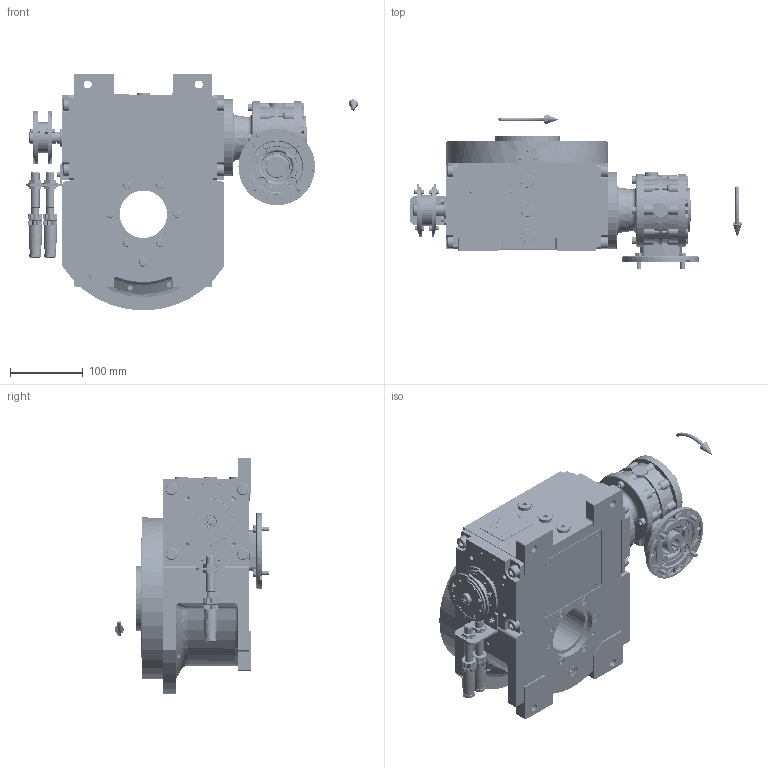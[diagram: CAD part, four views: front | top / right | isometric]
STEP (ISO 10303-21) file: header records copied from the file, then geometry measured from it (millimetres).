
FILE_DESCRIPTION (( 'STEP AP203' ), '1' );
FILE_NAME ('PC5201936.step', '2026-03-16T08:53:33', ( '' ), ( '' ), 'SwSTEP 2.0', 'SolidWorks 2020', '' );
FILE_SCHEMA (( 'CONFIG_CONTROL_DESIGN' ));
Length unit declared in the file: millimetre
Products named in the file (90): cfn2155_01_200; cfn2000_01_103; rig06_003_6_s_003; cfn2151_01_290; freccia_angolare; AS_900_38_10_028; cfn2002_01_008; PC5201936; rig06_004; rig06_021; cfn2000_01_124; 900_38_30_003; AS_cfn2400_04_024; cfn2400_04_024; cfn2155_01_303; cfn2128_04_004; cfn2151_01_170; rig06_016; cfn2003_01_054; AS_rig06_002_bl_022; 900_38_10_028; RIG06_005_ASM^rig06_071_06_m_n_02_asm_AS_rig06_071_6_m_n_02; rig06_017_s_007; cfn2107_01_001; cfn2205_01_013; CFN2356_03_047^rig06_071_06_m_n_02_asm_AS_rig06_071_6_m_n_02; rig06_005_n_01; cfn2276_01_074; CFN2223_01-570X6-B^rig06_071_06_m_n_02_asm_AS_rig06_071_6_m_n_02; CFN2203_02_001^rig06_071_06_m_n_02_asm_AS_rig06_071_6_m_n_02; cfn2104_01_016; cfn2070_05_005; RMI40_F1_DX_71B14; cfn2151_01_109; AS_900_38_30_003; cfn2055_01_002; CFN2010_01_012^rig06_071_06_m_n_02_asm_AS_rig06_071_6_m_n_02; CFN2104_02_017^RIG06_005_ASM_rig06_071_06_m_n_02_asm_AS_rig06_071_6_m_n_02; cfn2000_01_184; AS_900_00_00_005 ...
Assembly tree (88 placements, depth 5):
  cfn2151_01_290
  PC5201936
    rig06_001_a_s_003
    AS_cfn2476_01_002_60x46
      cfn2476_01_002_60x46
      cfn2107_01_001
      cfn2107_01_001
    AS_rig06_071_6_m_n_02
      rig06_071_06_m_n_02_asm^AS_rig06_071_6_m_n_02
        RIG06_005_ASM^rig06_071_06_m_n_02_asm_AS_rig06_071_6_m_n_02
          CFN2000_01_185^RIG06_005_ASM_rig06_071_06_m_n_02_asm_AS_rig06_071_6_m_n_02
          CFN2000_01_185^RIG06_005_ASM_rig06_071_06_m_n_02_asm_AS_rig06_071_6_m_n_02
          CFN2104_02_017^RIG06_005_ASM_rig06_071_06_m_n_02_asm_AS_rig06_071_6_m_n_02
          rig06_021
        CFN2010_02_002^rig06_071_06_m_n_02_asm_AS_rig06_071_6_m_n_02
      rig06_005_n_01
      rig06_003_6_s_003
      cfn2000_01_124  x6
      cfn2000_01_124
      cfn2104_01_016  x2
      cfn2000_01_124
      cfn2000_01_124
      cfn2000_01_124
      cfn2155_01_303
    AS_rig06_17_s_007
      rig06_017_s_007
      cfn2155_01_200
      cfn2002_01_008
      cfn2002_01_008
      cfn2002_01_008
      cfn2002_01_008
      cfn2002_01_008
      cfn2002_01_008
      cfn2151_01_170
    AS_rig06_004
      rig06_004
      cfn2070_05_005
      cfn2000_01_103
      cfn2000_01_103
      cfn2000_01_103
      cfn2000_01_103
      cfn2155_01_056
    AS_rig06_004_s_001
      rig06_004_s_001
      cfn2070_05_005
      cfn2000_01_103
      cfn2000_01_103
      cfn2000_01_103
      cfn2000_01_103
      cfn2155_01_056
    AS_rig06_002_bl_022
      rig06_002_bl_022
      cfn2115_02_178
    9004_2512
    cfn2128_04_004
    cfn2128_04_004
    cfn2128_04_004
    cfn2128_19_002
    AS_rig06_016
      rig06_016
Bounding box: 455.5 x 212.5 x 325 mm (x, y, z)
Volume: 2968277.1 mm3; surface area: 984114.8 mm2
Topology: 77 solids, 77 shells, 5711 faces, 14565 edges, 9254 vertices
Faces by surface type: plane 2641, cylinder 1987, cone 899, torus 151, bspline 27, sphere 6
Entity records: 157941 total; most frequent: CARTESIAN_POINT 38508, DIRECTION 23231, ORIENTED_EDGE 22774, EDGE_CURVE 11387, AXIS2_PLACEMENT_3D 8536, VERTEX_POINT 7308, VECTOR 6159, LINE 6159
